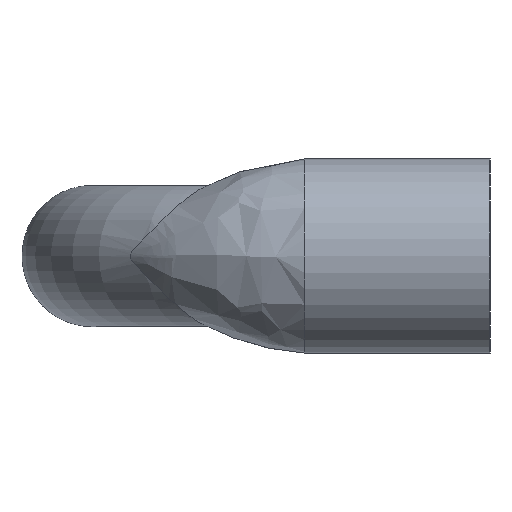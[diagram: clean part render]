
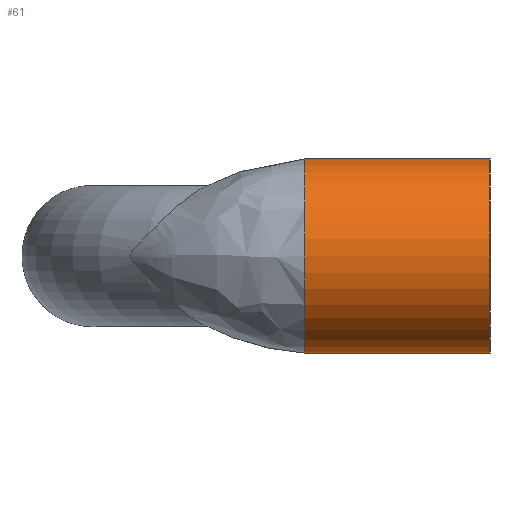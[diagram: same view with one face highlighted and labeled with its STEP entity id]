
A CAD part, left-side view. The second image highlights one B-rep face of the part: STEP entity #61.
In plain terms, the highlighted cylindrical face has radius 11 mm (diameter 22 mm), a full revolution.
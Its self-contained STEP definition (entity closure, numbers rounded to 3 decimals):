
#61 = ADVANCED_FACE( '', ( #130, #131 ), #132, .T. );
#130 = FACE_OUTER_BOUND( '', #231, .T. );
#131 = FACE_OUTER_BOUND( '', #232, .T. );
#132 = CYLINDRICAL_SURFACE( '', #233, 11. );
#231 = EDGE_LOOP( '', ( #345 ) );
#232 = EDGE_LOOP( '', ( #346 ) );
#233 = AXIS2_PLACEMENT_3D( '', #347, #348, #349 );
#345 = ORIENTED_EDGE( '', *, *, #384, .F. );
#346 = ORIENTED_EDGE( '', *, *, #391, .T. );
#347 = CARTESIAN_POINT( '', ( 0., 0., 0. ) );
#348 = DIRECTION( '', ( 0., 1., 0. ) );
#349 = DIRECTION( '', ( 0., 0., -1. ) );
#384 = EDGE_CURVE( '', #424, #424, #425, .T. );
#391 = EDGE_CURVE( '', #432, #432, #433, .T. );
#424 = VERTEX_POINT( '', #714 );
#425 = CIRCLE( '', #715, 11. );
#432 = VERTEX_POINT( '', #755 );
#433 = CIRCLE( '', #756, 11. );
#714 = CARTESIAN_POINT( '', ( 0., 0., -11. ) );
#715 = AXIS2_PLACEMENT_3D( '', #783, #784, #785 );
#755 = CARTESIAN_POINT( '', ( 0., 21., -11. ) );
#756 = AXIS2_PLACEMENT_3D( '', #786, #787, #788 );
#783 = CARTESIAN_POINT( '', ( 0., 0., 0. ) );
#784 = DIRECTION( '', ( 0., -1., 0. ) );
#785 = DIRECTION( '', ( 0., 0., -1. ) );
#786 = CARTESIAN_POINT( '', ( 0., 21., 0. ) );
#787 = DIRECTION( '', ( 0., -1., 0. ) );
#788 = DIRECTION( '', ( 0., 0., -1. ) );
